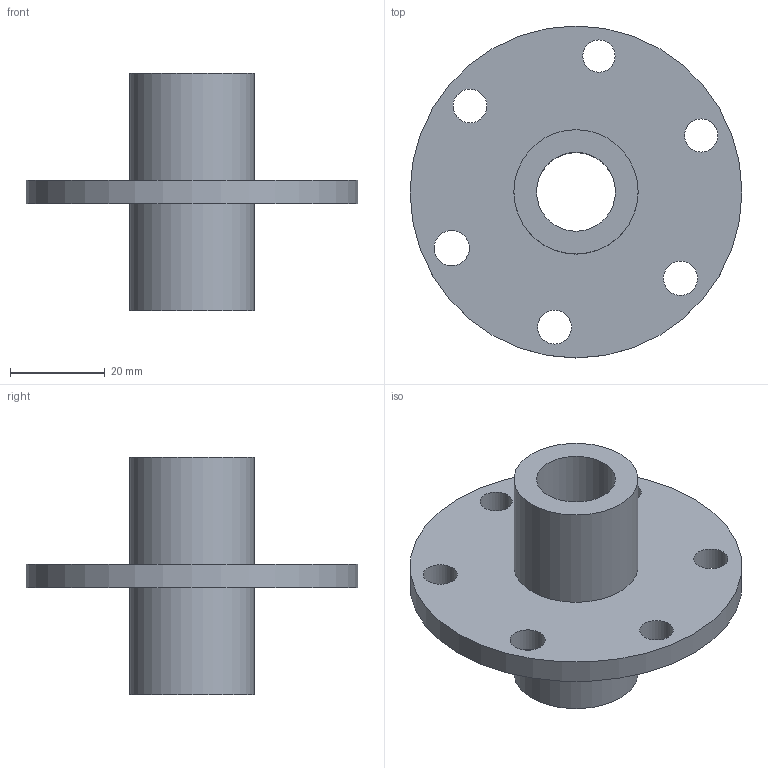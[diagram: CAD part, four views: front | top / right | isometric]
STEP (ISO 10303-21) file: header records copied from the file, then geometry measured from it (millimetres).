
FILE_DESCRIPTION(/* description */ ('','CAx-IF Rec.Pracs.---Representation and Presentation of Product Manufacturing Information (PMI)---4.0---2014-10-13'),/* implementation_level */ '2;1');
FILE_NAME(/* name */ 'plaque frein kart avec support v7.step',/* time_stamp */ '2025-01-21T14:55:04+01:00',/* author */ (''),/* organization */ (''),/* preprocessor_version */ 'ST-DEVELOPER v20',/* originating_system */ 'Autodesk Translation Framework v13.20.0.188',/* authorisation */ '');
FILE_SCHEMA (('AP242_MANAGED_MODEL_BASED_3D_ENGINEERING_MIM_LF { 1 0 10303 442 1 1 4 }'));
Length unit declared in the file: metre
Products named in the file (2): plaque frein kart; Composant1
Assembly tree (1 placements, depth 2):
  plaque frein kart
    Composant1
Bounding box: 70 x 70 x 50 mm (x, y, z)
Volume: 31418.8 mm3; surface area: 15696 mm2
Topology: 2 solids, 2 shells, 14 faces, 30 edges, 20 vertices
Faces by surface type: cylinder 10, plane 4
Full cylindrical faces by diameter (mm): 6.799 x1, 7 x1, 7.156 x1, 7.159 x1, 7.211 x1, 7.437 x1, 16.65 x1, 26.2 x2, 70 x1
Entity records: 487 total; most frequent: DIRECTION 84, CARTESIAN_POINT 67, ORIENTED_EDGE 60, AXIS2_PLACEMENT_3D 37, EDGE_LOOP 30, EDGE_CURVE 30, CIRCLE 20, VERTEX_POINT 20
